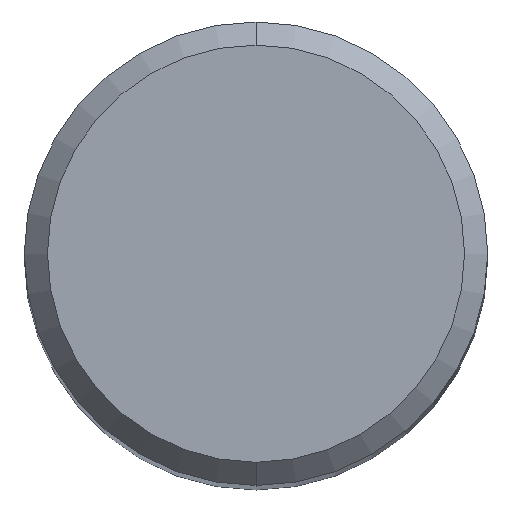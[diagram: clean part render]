
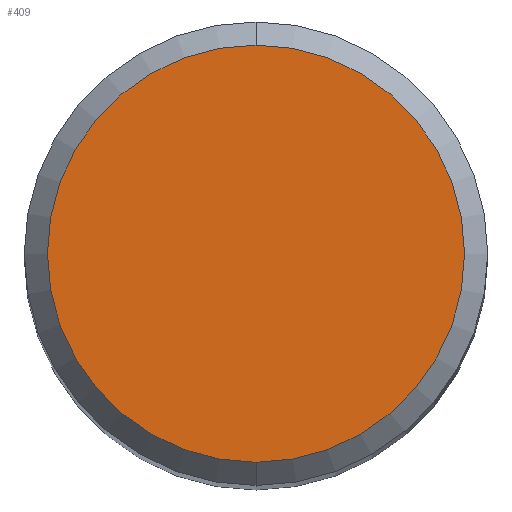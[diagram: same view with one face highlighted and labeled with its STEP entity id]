
A CAD part, top view. The second image highlights one B-rep face of the part: STEP entity #409.
In plain terms, the highlighted planar face has unit normal (0, 0, 1).
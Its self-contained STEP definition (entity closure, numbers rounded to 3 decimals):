
#171=EDGE_CURVE('',#263,#175,#462,.T.);
#175=VERTEX_POINT('',#466);
#201=EDGE_CURVE('',#175,#263,#493,.T.);
#263=VERTEX_POINT('',#561);
#409=ADVANCED_FACE('',(#724),#725,.T.);
#462=CIRCLE('',#774,4.5);
#466=CARTESIAN_POINT('',(0.0,4.5,0.0));
#493=CIRCLE('',#851,4.5);
#561=CARTESIAN_POINT('',(0.,-4.5,0.0));
#724=FACE_OUTER_BOUND('',#1358,.T.);
#725=PLANE('',#1359);
#774=AXIS2_PLACEMENT_3D('',#1413,#1414,#1415);
#851=AXIS2_PLACEMENT_3D('',#1426,#1427,#1428);
#1358=EDGE_LOOP('',(#1715,#1716));
#1359=AXIS2_PLACEMENT_3D('',#1717,#1718,#1719);
#1413=CARTESIAN_POINT('',(0.0,0.0,0.0));
#1414=DIRECTION('',(0.0,0.0,-1.0));
#1415=DIRECTION('',(0.0,1.0,0.0));
#1426=CARTESIAN_POINT('',(0.0,0.0,0.0));
#1427=DIRECTION('',(0.0,0.0,-1.0));
#1428=DIRECTION('',(0.0,1.0,0.0));
#1715=ORIENTED_EDGE('',*,*,#201,.F.);
#1716=ORIENTED_EDGE('',*,*,#171,.F.);
#1717=CARTESIAN_POINT('',(0.0,2.25,0.0));
#1718=DIRECTION('',(-0.0,0.0,1.0));
#1719=DIRECTION('',(0.0,-1.0,0.0));
